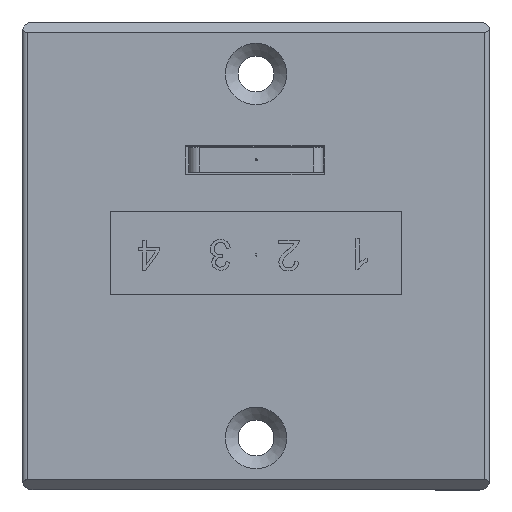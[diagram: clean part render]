
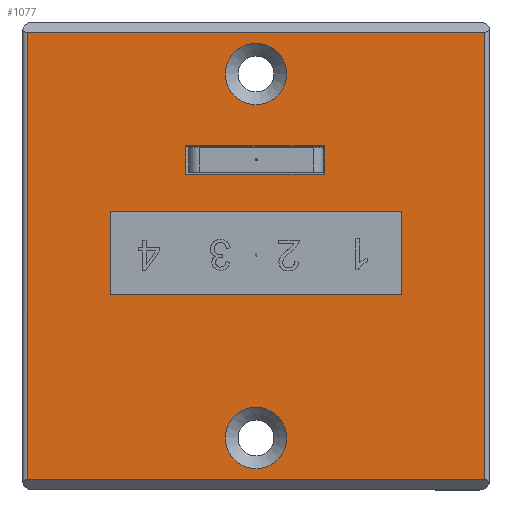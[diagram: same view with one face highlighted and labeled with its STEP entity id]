
A CAD part, top view. The second image highlights one B-rep face of the part: STEP entity #1077.
In plain terms, the highlighted planar face has unit normal (0, 0, 1).
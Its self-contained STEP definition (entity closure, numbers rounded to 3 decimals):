
#1077 = ADVANCED_FACE( '', ( #2435, #2436, #2437, #2438, #2439 ), #2440, .F. );
#2435 = FACE_BOUND( '', #5160, .T. );
#2436 = FACE_BOUND( '', #5161, .T. );
#2437 = FACE_OUTER_BOUND( '', #5162, .T. );
#2438 = FACE_BOUND( '', #5163, .T. );
#2439 = FACE_BOUND( '', #5164, .T. );
#2440 = PLANE( '', #5165 );
#5160 = EDGE_LOOP( '', ( #12562, #12563, #12564, #12565 ) );
#5161 = EDGE_LOOP( '', ( #12566, #12567, #12568, #12569 ) );
#5162 = EDGE_LOOP( '', ( #12570, #12571, #12572, #12573 ) );
#5163 = EDGE_LOOP( '', ( #12574 ) );
#5164 = EDGE_LOOP( '', ( #12575 ) );
#5165 = AXIS2_PLACEMENT_3D( '', #12576, #12577, #12578 );
#12562 = ORIENTED_EDGE( '', *, *, #17743, .F. );
#12563 = ORIENTED_EDGE( '', *, *, #17744, .F. );
#12564 = ORIENTED_EDGE( '', *, *, #17745, .F. );
#12565 = ORIENTED_EDGE( '', *, *, #17746, .F. );
#12566 = ORIENTED_EDGE( '', *, *, #17747, .F. );
#12567 = ORIENTED_EDGE( '', *, *, #17748, .F. );
#12568 = ORIENTED_EDGE( '', *, *, #17749, .F. );
#12569 = ORIENTED_EDGE( '', *, *, #17750, .F. );
#12570 = ORIENTED_EDGE( '', *, *, #17751, .T. );
#12571 = ORIENTED_EDGE( '', *, *, #17657, .T. );
#12572 = ORIENTED_EDGE( '', *, *, #17752, .T. );
#12573 = ORIENTED_EDGE( '', *, *, #17753, .T. );
#12574 = ORIENTED_EDGE( '', *, *, #17754, .T. );
#12575 = ORIENTED_EDGE( '', *, *, #17755, .T. );
#12576 = CARTESIAN_POINT( '', ( 27.94, -14.478, 3.048 ) );
#12577 = DIRECTION( '', ( 0., 0., -1. ) );
#12578 = DIRECTION( '', ( -1., 0., 0. ) );
#17657 = EDGE_CURVE( '', #19937, #19935, #19938, .F. );
#17743 = EDGE_CURVE( '', #20083, #20084, #20085, .T. );
#17744 = EDGE_CURVE( '', #20086, #20083, #20087, .F. );
#17745 = EDGE_CURVE( '', #20088, #20086, #20089, .T. );
#17746 = EDGE_CURVE( '', #20084, #20088, #20090, .T. );
#17747 = EDGE_CURVE( '', #20091, #20092, #20093, .T. );
#17748 = EDGE_CURVE( '', #20094, #20091, #20095, .T. );
#17749 = EDGE_CURVE( '', #20096, #20094, #20097, .T. );
#17750 = EDGE_CURVE( '', #20092, #20096, #20098, .T. );
#17751 = EDGE_CURVE( '', #20099, #19937, #20100, .T. );
#17752 = EDGE_CURVE( '', #19935, #20101, #20102, .T. );
#17753 = EDGE_CURVE( '', #20101, #20099, #20103, .F. );
#17754 = EDGE_CURVE( '', #20104, #20104, #20105, .T. );
#17755 = EDGE_CURVE( '', #20106, #20106, #20107, .T. );
#19935 = VERTEX_POINT( '', #23334 );
#19937 = VERTEX_POINT( '', #23336 );
#19938 = LINE( '', #23337, #23338 );
#20083 = VERTEX_POINT( '', #23636 );
#20084 = VERTEX_POINT( '', #23637 );
#20085 = LINE( '', #23638, #23639 );
#20086 = VERTEX_POINT( '', #23640 );
#20087 = LINE( '', #23641, #23642 );
#20088 = VERTEX_POINT( '', #23643 );
#20089 = LINE( '', #23644, #23645 );
#20090 = LINE( '', #23646, #23647 );
#20091 = VERTEX_POINT( '', #23648 );
#20092 = VERTEX_POINT( '', #23649 );
#20093 = LINE( '', #23650, #23651 );
#20094 = VERTEX_POINT( '', #23652 );
#20095 = LINE( '', #23653, #23654 );
#20096 = VERTEX_POINT( '', #23655 );
#20097 = LINE( '', #23656, #23657 );
#20098 = LINE( '', #23658, #23659 );
#20099 = VERTEX_POINT( '', #23660 );
#20100 = LINE( '', #23661, #23662 );
#20101 = VERTEX_POINT( '', #23663 );
#20102 = LINE( '', #23664, #23665 );
#20103 = LINE( '', #23666, #23667 );
#20104 = VERTEX_POINT( '', #23668 );
#20105 = CIRCLE( '', #23669, 3. );
#20106 = VERTEX_POINT( '', #23670 );
#20107 = CIRCLE( '', #23671, 3. );
#23334 = CARTESIAN_POINT( '', ( -22.36, -21.86, 3.048 ) );
#23336 = CARTESIAN_POINT( '', ( -22.36, 21.86, 3.048 ) );
#23337 = CARTESIAN_POINT( '', ( -22.36, -14.478, 3.048 ) );
#23338 = VECTOR( '', #30066, 1000. );
#23636 = CARTESIAN_POINT( '', ( 6.862, -10.767, 3.048 ) );
#23637 = CARTESIAN_POINT( '', ( 6.862, -7.976, 3.048 ) );
#23638 = CARTESIAN_POINT( '', ( 6.862, -10.77, 3.048 ) );
#23639 = VECTOR( '', #30149, 1000. );
#23640 = CARTESIAN_POINT( '', ( -6.651, -10.767, 3.048 ) );
#23641 = CARTESIAN_POINT( '', ( 23.749, -10.767, 3.048 ) );
#23642 = VECTOR( '', #30150, 1000. );
#23643 = CARTESIAN_POINT( '', ( -6.651, -7.976, 3.048 ) );
#23644 = CARTESIAN_POINT( '', ( -6.651, -7.976, 3.048 ) );
#23645 = VECTOR( '', #30151, 1000. );
#23646 = CARTESIAN_POINT( '', ( 6.862, -7.976, 3.048 ) );
#23647 = VECTOR( '', #30152, 1000. );
#23648 = CARTESIAN_POINT( '', ( -14.25, 3.8, 3.048 ) );
#23649 = CARTESIAN_POINT( '', ( -14.25, -4.3, 3.048 ) );
#23650 = CARTESIAN_POINT( '', ( -14.25, 8.788, 3.048 ) );
#23651 = VECTOR( '', #30153, 1000. );
#23652 = CARTESIAN_POINT( '', ( 14.25, 3.8, 3.048 ) );
#23653 = CARTESIAN_POINT( '', ( 21.971, 3.8, 3.048 ) );
#23654 = VECTOR( '', #30154, 1000. );
#23655 = CARTESIAN_POINT( '', ( 14.25, -4.3, 3.048 ) );
#23656 = CARTESIAN_POINT( '', ( 14.25, -4.928, 3.048 ) );
#23657 = VECTOR( '', #30155, 1000. );
#23658 = CARTESIAN_POINT( '', ( -21.971, -4.3, 3.048 ) );
#23659 = VECTOR( '', #30156, 1000. );
#23660 = CARTESIAN_POINT( '', ( 22.36, 21.86, 3.048 ) );
#23661 = CARTESIAN_POINT( '', ( 27.94, 21.86, 3.048 ) );
#23662 = VECTOR( '', #30157, 1000. );
#23663 = CARTESIAN_POINT( '', ( 22.36, -21.86, 3.048 ) );
#23664 = CARTESIAN_POINT( '', ( 27.94, -21.86, 3.048 ) );
#23665 = VECTOR( '', #30158, 1000. );
#23666 = CARTESIAN_POINT( '', ( 22.36, -14.478, 3.048 ) );
#23667 = VECTOR( '', #30159, 1000. );
#23668 = CARTESIAN_POINT( '', ( -3., 17.78, 3.048 ) );
#23669 = AXIS2_PLACEMENT_3D( '', #30160, #30161, #30162 );
#23670 = CARTESIAN_POINT( '', ( -3., -17.78, 3.048 ) );
#23671 = AXIS2_PLACEMENT_3D( '', #30163, #30164, #30165 );
#30066 = DIRECTION( '', ( 0., 1., 0. ) );
#30149 = DIRECTION( '', ( 0., 1., 0. ) );
#30150 = DIRECTION( '', ( -1., 0., 0. ) );
#30151 = DIRECTION( '', ( 0., -1., 0. ) );
#30152 = DIRECTION( '', ( -1., 0., 0. ) );
#30153 = DIRECTION( '', ( 0., -1., 0. ) );
#30154 = DIRECTION( '', ( -1., 0., 0. ) );
#30155 = DIRECTION( '', ( 0., 1., 0. ) );
#30156 = DIRECTION( '', ( 1., 0., 0. ) );
#30157 = DIRECTION( '', ( -1., 0., 0. ) );
#30158 = DIRECTION( '', ( 1., 0., 0. ) );
#30159 = DIRECTION( '', ( 0., -1., 0. ) );
#30160 = CARTESIAN_POINT( '', ( 0., 17.78, 3.048 ) );
#30161 = DIRECTION( '', ( 0., 0., -1. ) );
#30162 = DIRECTION( '', ( -1., 0., 0. ) );
#30163 = CARTESIAN_POINT( '', ( 0., -17.78, 3.048 ) );
#30164 = DIRECTION( '', ( 0., 0., -1. ) );
#30165 = DIRECTION( '', ( -1., 0., 0. ) );
